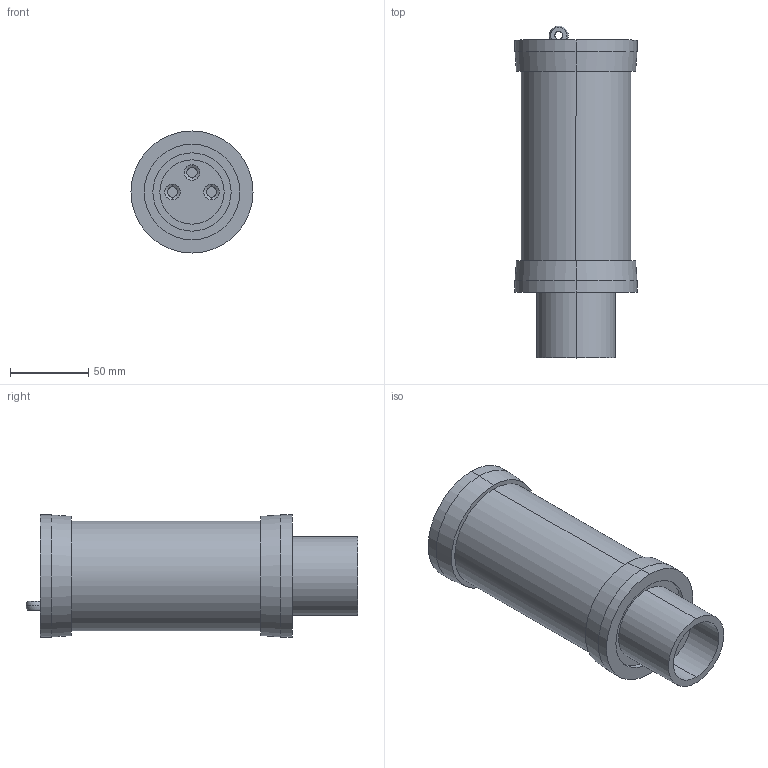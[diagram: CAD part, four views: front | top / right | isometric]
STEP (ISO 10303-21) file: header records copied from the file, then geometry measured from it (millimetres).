
FILE_DESCRIPTION (( 'STEP AP214' ), '1' );
FILE_NAME ('MC2ASE2_352342.STEP', '2015-02-18T14:48:28', ( 'Admin1' ), ( '' ), 'SwSTEP 2.0', 'SolidWorks 2014', '' );
FILE_SCHEMA (( 'AUTOMOTIVE_DESIGN' ));
Length unit declared in the file: millimetre
Products named in the file (1): MC2ASE2_352342
Bounding box: 78 x 212 x 78 mm (x, y, z)
Volume: 216904.1 mm3; surface area: 118051.6 mm2
Topology: 12 solids, 13 shells, 262 faces, 607 edges, 383 vertices
Faces by surface type: cylinder 112, plane 86, cone 30, torus 16, bspline 16, sphere 2
Entity records: 10156 total; most frequent: CARTESIAN_POINT 2897, DIRECTION 1256, ORIENTED_EDGE 1208, EDGE_CURVE 604, AXIS2_PLACEMENT_3D 517, VERTEX_POINT 382, EDGE_LOOP 302, CIRCLE 270
